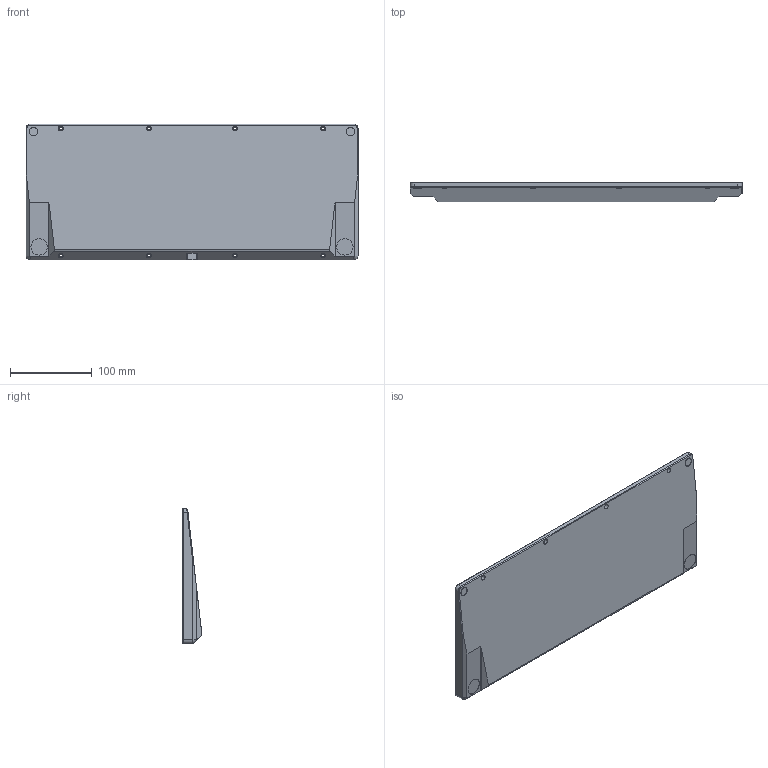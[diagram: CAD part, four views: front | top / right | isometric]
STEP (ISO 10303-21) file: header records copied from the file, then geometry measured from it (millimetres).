
FILE_DESCRIPTION(/* description */ ('Alibre Inc.'),/* implementation_level */ '2;1');
FILE_NAME(/* name */ 'export-A662F4B7-196F-4A7B-929D-10D45EF5D984',/* time_stamp */ '2025-09-23T23:33:15-04:00',/* author */ (''),/* organization */ (''),/* preprocessor_version */ 'ST-DEVELOPER v17',/* originating_system */ 'Alibre',/* authorisation */ '');
FILE_SCHEMA (('CONFIG_CONTROL_DESIGN'));
Length unit declared in the file: millimetre
Bounding box: 405 x 23.96 x 165 mm (x, y, z)
Volume: 675428.1 mm3; surface area: 156546.1 mm2
Topology: 1 solids, 1 shells, 183 faces, 458 edges, 292 vertices
Faces by surface type: plane 88, cylinder 67, cone 24, bspline 4
Full cylindrical faces by diameter (mm): 2.5 x4, 3.4 x8, 6 x8, 10.5 x2, 20 x2
Entity records: 5425 total; most frequent: CARTESIAN_POINT 1143, ORIENTED_EDGE 828, DIRECTION 820, EDGE_CURVE 414, AXIS2_PLACEMENT_3D 329, VERTEX_POINT 280, VECTOR 248, LINE 248
